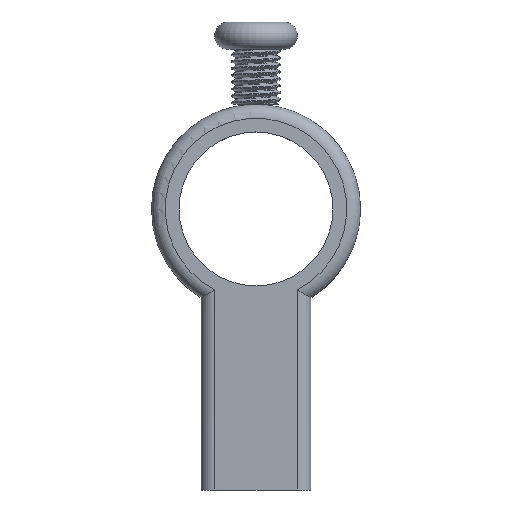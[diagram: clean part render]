
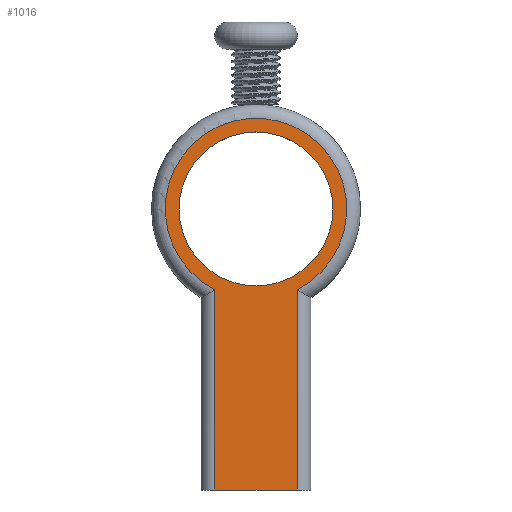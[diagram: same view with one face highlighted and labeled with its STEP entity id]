
A CAD part, front view. The second image highlights one B-rep face of the part: STEP entity #1016.
In plain terms, the highlighted planar face has unit normal (0, -1, 0).
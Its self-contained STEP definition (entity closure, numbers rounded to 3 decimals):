
#28=FACE_BOUND('',#161,.T.);
#37=PLANE('',#1102);
#52=CIRCLE('',#1073,16.5);
#62=CIRCLE('',#1098,14.);
#99=FACE_OUTER_BOUND('',#160,.T.);
#160=EDGE_LOOP('',(#792,#793,#794,#795));
#161=EDGE_LOOP('',(#796));
#286=LINE('',#1697,#337);
#287=LINE('',#1751,#338);
#294=LINE('',#1783,#345);
#337=VECTOR('',#1166,10.);
#338=VECTOR('',#1177,10.);
#345=VECTOR('',#1196,10.);
#404=VERTEX_POINT('',#1694);
#405=VERTEX_POINT('',#1696);
#408=VERTEX_POINT('',#1726);
#411=VERTEX_POINT('',#1750);
#432=VERTEX_POINT('',#2617);
#509=EDGE_CURVE('',#404,#405,#286,.T.);
#513=EDGE_CURVE('',#405,#408,#52,.T.);
#517=EDGE_CURVE('',#408,#411,#287,.T.);
#529=EDGE_CURVE('',#404,#411,#294,.T.);
#561=EDGE_CURVE('',#432,#432,#62,.T.);
#792=ORIENTED_EDGE('',*,*,#509,.F.);
#793=ORIENTED_EDGE('',*,*,#529,.T.);
#794=ORIENTED_EDGE('',*,*,#517,.F.);
#795=ORIENTED_EDGE('',*,*,#513,.F.);
#796=ORIENTED_EDGE('',*,*,#561,.T.);
#1016=ADVANCED_FACE('',(#99,#28),#37,.T.);
#1073=AXIS2_PLACEMENT_3D('',#1727,#1171,#1172);
#1098=AXIS2_PLACEMENT_3D('',#2618,#1235,#1236);
#1102=AXIS2_PLACEMENT_3D('',#2636,#1244,#1245);
#1166=DIRECTION('',(0.,0.,1.));
#1171=DIRECTION('center_axis',(0.,1.,0.));
#1172=DIRECTION('ref_axis',(0.,0.,1.));
#1177=DIRECTION('',(0.,0.,-1.));
#1196=DIRECTION('',(1.,0.,0.));
#1235=DIRECTION('center_axis',(0.,1.,0.));
#1236=DIRECTION('ref_axis',(1.,0.,0.));
#1244=DIRECTION('center_axis',(0.,-1.,0.));
#1245=DIRECTION('ref_axis',(1.,0.,0.));
#1694=CARTESIAN_POINT('',(-7.5,-47.75,33.));
#1696=CARTESIAN_POINT('',(-7.5,-47.75,69.403));
#1697=CARTESIAN_POINT('',(-7.5,-47.75,67.997));
#1726=CARTESIAN_POINT('',(7.5,-47.75,69.403));
#1727=CARTESIAN_POINT('Origin',(0.,-47.75,84.1));
#1750=CARTESIAN_POINT('',(7.5,-47.75,33.));
#1751=CARTESIAN_POINT('',(7.5,-47.75,50.525));
#1783=CARTESIAN_POINT('',(-10.,-47.75,33.));
#2617=CARTESIAN_POINT('',(-14.,-47.75,84.1));
#2618=CARTESIAN_POINT('Origin',(0.,-47.75,84.1));
#2636=CARTESIAN_POINT('Origin',(0.,-47.75,68.05));
